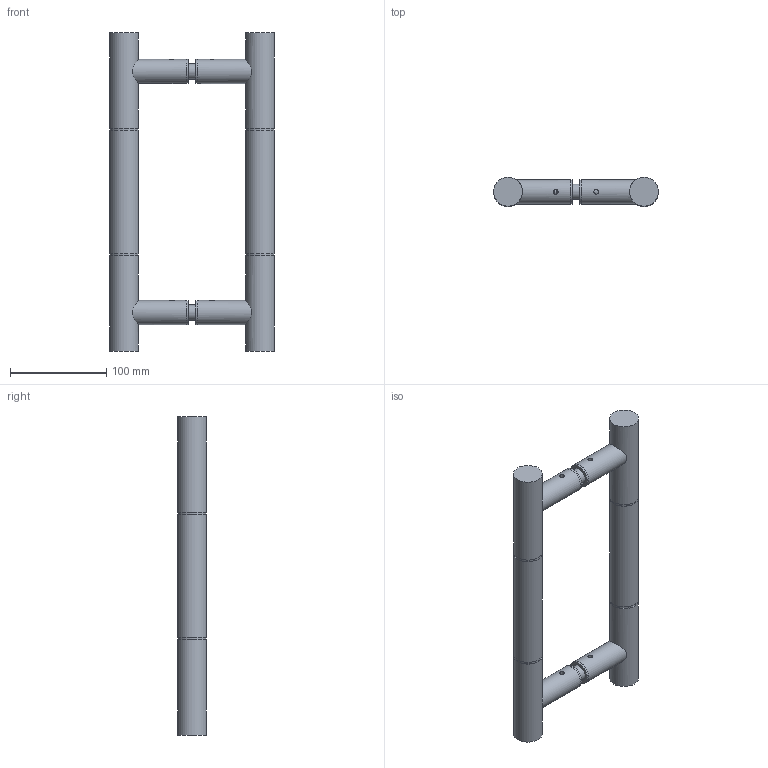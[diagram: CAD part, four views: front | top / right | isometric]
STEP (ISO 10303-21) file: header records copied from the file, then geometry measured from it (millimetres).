
FILE_DESCRIPTION(/* description */ (''),/* implementation_level */ '2;1');
FILE_NAME(/* name */ 'MERCURE_330.stp',/* time_stamp */ '2019-08-08T11:44:58+02:00',/* author */ ('DOMINIQUE'),/* organization */ (''),/* preprocessor_version */ 'ST-DEVELOPER v17.2',/* originating_system */ 'Autodesk Inventor 2019',/* authorisation */ '');
FILE_SCHEMA (('AUTOMOTIVE_DESIGN { 1 0 10303 214 3 1 1 }'));
Length unit declared in the file: millimetre
Products named in the file (1): MERCURE_330
Bounding box: 171 x 30 x 330 mm (x, y, z)
Volume: 565544.6 mm3; surface area: 101614 mm2
Topology: 8 solids, 8 shells, 114 faces, 262 edges, 182 vertices
Faces by surface type: plane 52, cylinder 46, cone 16
Full cylindrical faces by diameter (mm): 4.917 x4, 7.5 x2, 10 x4, 10.106 x4, 12 x2, 12.1 x2, 12.5 x2, 16 x2, 18.8 x4, 19 x2, 24.8 x4, 25 x4, 29.8 x4, 30 x6
Entity records: 3819 total; most frequent: CARTESIAN_POINT 1033, DIRECTION 582, ORIENTED_EDGE 516, EDGE_CURVE 258, AXIS2_PLACEMENT_3D 239, VERTEX_POINT 182, EDGE_LOOP 152, CIRCLE 124
